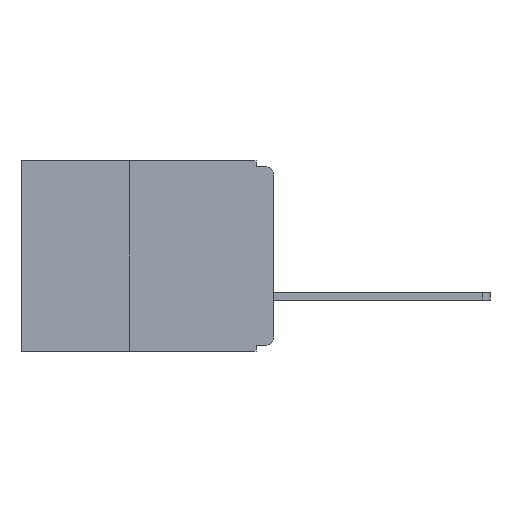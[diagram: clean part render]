
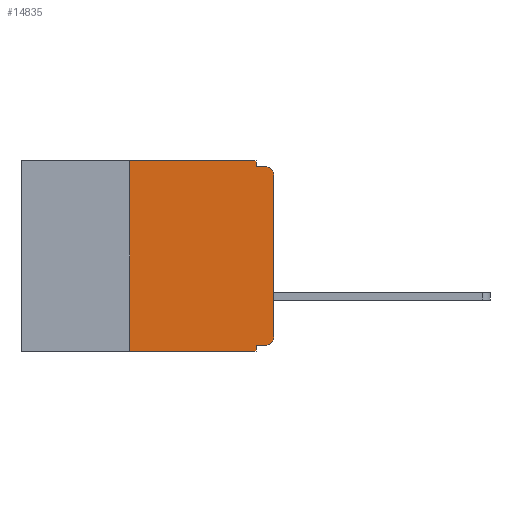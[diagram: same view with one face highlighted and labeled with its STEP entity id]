
A CAD part, left-side view. The second image highlights one B-rep face of the part: STEP entity #14835.
In plain terms, the highlighted planar face has unit normal (-1, 0, 0).
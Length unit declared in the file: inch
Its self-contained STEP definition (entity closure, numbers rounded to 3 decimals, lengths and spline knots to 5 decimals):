
#258 = ORIENTED_EDGE ( 'NONE', *, *, #13507, .T. ) ;
#294 = DIRECTION ( 'NONE',  ( 0., 0., -1. ) ) ;
#368 = VERTEX_POINT ( 'NONE', #10569 ) ;
#525 = VERTEX_POINT ( 'NONE', #13380 ) ;
#668 = ORIENTED_EDGE ( 'NONE', *, *, #16313, .T. ) ;
#745 = DIRECTION ( 'NONE',  ( 1., 0., 0. ) ) ;
#839 = VECTOR ( 'NONE', #3648, 39.37008 ) ;
#849 = EDGE_CURVE ( 'NONE', #525, #9652, #8781, .T. ) ;
#929 = CARTESIAN_POINT ( 'NONE',  ( 0., 0.25, 0. ) ) ;
#1033 = CARTESIAN_POINT ( 'NONE',  ( 0., 0., -0.025 ) ) ;
#1193 = VERTEX_POINT ( 'NONE', #929 ) ;
#1682 = EDGE_CURVE ( 'NONE', #6571, #8108, #15529, .T. ) ;
#1721 = EDGE_LOOP ( 'NONE', ( #2128, #16176, #9633, #16573, #10038, #13535, #258, #7294, #10895, #668 ) ) ;
#1788 = DIRECTION ( 'NONE',  ( 0., 1., 0. ) ) ;
#1956 = EDGE_CURVE ( 'NONE', #8108, #12978, #12838, .T. ) ;
#2074 = CIRCLE ( 'NONE', #4899, 0.015 ) ;
#2128 = ORIENTED_EDGE ( 'NONE', *, *, #4213, .T. ) ;
#2215 = CARTESIAN_POINT ( 'NONE',  ( 0., 0.031, -0.33 ) ) ;
#2521 = EDGE_CURVE ( 'NONE', #12664, #1193, #14519, .T. ) ;
#3030 = CARTESIAN_POINT ( 'NONE',  ( 0., 0.25, -0.33 ) ) ;
#3135 = VECTOR ( 'NONE', #4887, 39.37008 ) ;
#3648 = DIRECTION ( 'NONE',  ( 0., 0., 1. ) ) ;
#3821 = CARTESIAN_POINT ( 'NONE',  ( 0., 0.437, 0. ) ) ;
#3919 = CARTESIAN_POINT ( 'NONE',  ( 0., 0.031, -0.32 ) ) ;
#3982 = AXIS2_PLACEMENT_3D ( 'NONE', #16126, #8230, #294 ) ;
#4141 = CARTESIAN_POINT ( 'NONE',  ( 0., 0., -0.305 ) ) ;
#4213 = EDGE_CURVE ( 'NONE', #4912, #14989, #4466, .T. ) ;
#4466 = LINE ( 'NONE', #12102, #7556 ) ;
#4607 = CIRCLE ( 'NONE', #3982, 0.015 ) ;
#4779 = CARTESIAN_POINT ( 'NONE',  ( 0., 0., -0.01 ) ) ;
#4887 = DIRECTION ( 'NONE',  ( 0., 0., -1. ) ) ;
#4899 = AXIS2_PLACEMENT_3D ( 'NONE', #15825, #7920, #10164 ) ;
#4905 = CARTESIAN_POINT ( 'NONE',  ( 0., 0.031, -0.33 ) ) ;
#4912 = VERTEX_POINT ( 'NONE', #4141 ) ;
#4987 = VECTOR ( 'NONE', #1788, 39.37008 ) ;
#5127 = DIRECTION ( 'NONE',  ( 0., -1., 0. ) ) ;
#5133 = DIRECTION ( 'NONE',  ( 0., -1., 0. ) ) ;
#5137 = FACE_OUTER_BOUND ( 'NONE', #1721, .T. ) ;
#5420 = DIRECTION ( 'NONE',  ( 0., 0., -1. ) ) ;
#5981 = DIRECTION ( 'NONE',  ( 0., -1., 0. ) ) ;
#6019 = VECTOR ( 'NONE', #5420, 39.37008 ) ;
#6482 = AXIS2_PLACEMENT_3D ( 'NONE', #16568, #745, #10065 ) ;
#6571 = VERTEX_POINT ( 'NONE', #11445 ) ;
#6701 = CARTESIAN_POINT ( 'NONE',  ( 0., 0.031, 0. ) ) ;
#7233 = VECTOR ( 'NONE', #5127, 39.37008 ) ;
#7294 = ORIENTED_EDGE ( 'NONE', *, *, #1956, .F. ) ;
#7426 = EDGE_CURVE ( 'NONE', #1193, #368, #7642, .T. ) ;
#7556 = VECTOR ( 'NONE', #12268, 39.37008 ) ;
#7642 = LINE ( 'NONE', #3821, #7233 ) ;
#7920 = DIRECTION ( 'NONE',  ( -1., 0., 0. ) ) ;
#8108 = VERTEX_POINT ( 'NONE', #3919 ) ;
#8230 = DIRECTION ( 'NONE',  ( -1., 0., 0. ) ) ;
#8781 = LINE ( 'NONE', #4779, #12307 ) ;
#9624 = LINE ( 'NONE', #6701, #6019 ) ;
#9633 = ORIENTED_EDGE ( 'NONE', *, *, #849, .F. ) ;
#9652 = VERTEX_POINT ( 'NONE', #14310 ) ;
#10038 = ORIENTED_EDGE ( 'NONE', *, *, #7426, .F. ) ;
#10065 = DIRECTION ( 'NONE',  ( 0., 0., -1. ) ) ;
#10164 = DIRECTION ( 'NONE',  ( 0., 0., -1. ) ) ;
#10569 = CARTESIAN_POINT ( 'NONE',  ( 0., 0.031, 0. ) ) ;
#10895 = ORIENTED_EDGE ( 'NONE', *, *, #1682, .F. ) ;
#11445 = CARTESIAN_POINT ( 'NONE',  ( 0., 0.015, -0.32 ) ) ;
#11621 = CARTESIAN_POINT ( 'NONE',  ( 0., 0., -0.32 ) ) ;
#12102 = CARTESIAN_POINT ( 'NONE',  ( 0., 0., 0. ) ) ;
#12136 = CARTESIAN_POINT ( 'NONE',  ( 0., 0.25, -0.33 ) ) ;
#12268 = DIRECTION ( 'NONE',  ( 0., 0., 1. ) ) ;
#12307 = VECTOR ( 'NONE', #5133, 39.37008 ) ;
#12624 = PLANE ( 'NONE',  #6482 ) ;
#12664 = VERTEX_POINT ( 'NONE', #12136 ) ;
#12838 = LINE ( 'NONE', #4905, #3135 ) ;
#12978 = VERTEX_POINT ( 'NONE', #2215 ) ;
#13157 = EDGE_CURVE ( 'NONE', #14989, #9652, #2074, .T. ) ;
#13380 = CARTESIAN_POINT ( 'NONE',  ( 0., 0.031, -0.01 ) ) ;
#13507 = EDGE_CURVE ( 'NONE', #12664, #12978, #13853, .T. ) ;
#13535 = ORIENTED_EDGE ( 'NONE', *, *, #2521, .F. ) ;
#13853 = LINE ( 'NONE', #15248, #14266 ) ;
#14266 = VECTOR ( 'NONE', #5981, 39.37008 ) ;
#14310 = CARTESIAN_POINT ( 'NONE',  ( 0., 0.015, -0.01 ) ) ;
#14519 = LINE ( 'NONE', #3030, #839 ) ;
#14835 = ADVANCED_FACE ( 'NONE', ( #5137 ), #12624, .F. ) ;
#14989 = VERTEX_POINT ( 'NONE', #1033 ) ;
#15248 = CARTESIAN_POINT ( 'NONE',  ( 0., 0.437, -0.33 ) ) ;
#15529 = LINE ( 'NONE', #11621, #4987 ) ;
#15825 = CARTESIAN_POINT ( 'NONE',  ( 0., 0.015, -0.025 ) ) ;
#16126 = CARTESIAN_POINT ( 'NONE',  ( 0., 0.015, -0.305 ) ) ;
#16176 = ORIENTED_EDGE ( 'NONE', *, *, #13157, .T. ) ;
#16313 = EDGE_CURVE ( 'NONE', #6571, #4912, #4607, .T. ) ;
#16568 = CARTESIAN_POINT ( 'NONE',  ( 0., 0.437, 0. ) ) ;
#16573 = ORIENTED_EDGE ( 'NONE', *, *, #16865, .F. ) ;
#16865 = EDGE_CURVE ( 'NONE', #368, #525, #9624, .T. ) ;
